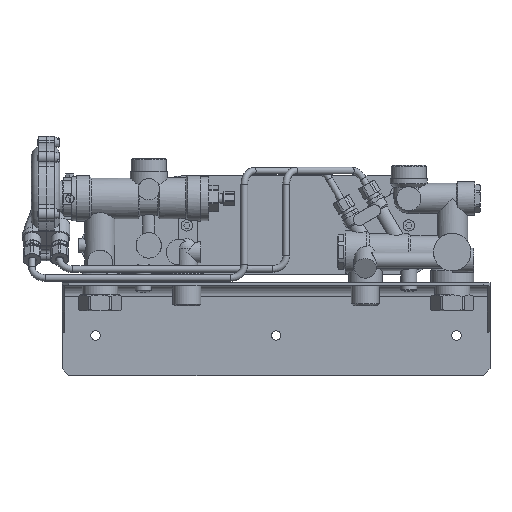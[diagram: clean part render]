
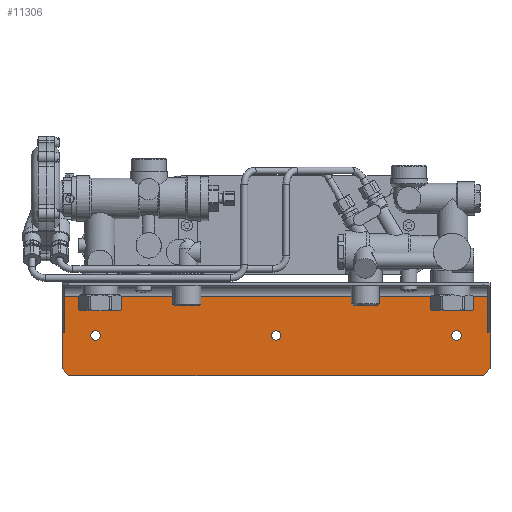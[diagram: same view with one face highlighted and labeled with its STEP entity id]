
A CAD part, front view. The second image highlights one B-rep face of the part: STEP entity #11306.
In plain terms, the highlighted planar face has unit normal (0, -1, 0).
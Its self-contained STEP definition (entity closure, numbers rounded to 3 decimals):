
#809=FACE_BOUND('',#2387,.T.);
#810=FACE_BOUND('',#2388,.T.);
#811=FACE_BOUND('',#2389,.T.);
#1009=CIRCLE('',#11995,3.5);
#1010=CIRCLE('',#11996,3.5);
#1011=CIRCLE('',#11997,3.5);
#1815=FACE_OUTER_BOUND('',#2386,.T.);
#2386=EDGE_LOOP('',(#7679,#7680,#7681,#7682,#7683,#7684,#7685,#7686,#7687,
#7688));
#2387=EDGE_LOOP('',(#7689));
#2388=EDGE_LOOP('',(#7690));
#2389=EDGE_LOOP('',(#7691));
#3155=LINE('',#16790,#3773);
#3159=LINE('',#16799,#3777);
#3160=LINE('',#16802,#3778);
#3161=LINE('',#16804,#3779);
#3162=LINE('',#16806,#3780);
#3163=LINE('',#16808,#3781);
#3164=LINE('',#16810,#3782);
#3165=LINE('',#16812,#3783);
#3166=LINE('',#16814,#3784);
#3167=LINE('',#16815,#3785);
#3773=VECTOR('',#13387,2.);
#3777=VECTOR('',#13395,27.);
#3778=VECTOR('',#13398,316.);
#3779=VECTOR('',#13399,27.);
#3780=VECTOR('',#13400,2.);
#3781=VECTOR('',#13401,27.292);
#3782=VECTOR('',#13402,7.071);
#3783=VECTOR('',#13403,310.);
#3784=VECTOR('',#13404,7.071);
#3785=VECTOR('',#13405,27.292);
#4390=VERTEX_POINT('',#16786);
#4392=VERTEX_POINT('',#16789);
#4395=VERTEX_POINT('',#16797);
#4396=VERTEX_POINT('',#16801);
#4397=VERTEX_POINT('',#16803);
#4398=VERTEX_POINT('',#16805);
#4399=VERTEX_POINT('',#16807);
#4400=VERTEX_POINT('',#16809);
#4401=VERTEX_POINT('',#16811);
#4402=VERTEX_POINT('',#16813);
#4403=VERTEX_POINT('',#16816);
#4404=VERTEX_POINT('',#16818);
#4405=VERTEX_POINT('',#16820);
#5768=EDGE_CURVE('',#4392,#4390,#3155,.T.);
#5773=EDGE_CURVE('',#4390,#4395,#3159,.T.);
#5774=EDGE_CURVE('',#4395,#4396,#3160,.T.);
#5775=EDGE_CURVE('',#4396,#4397,#3161,.T.);
#5776=EDGE_CURVE('',#4397,#4398,#3162,.T.);
#5777=EDGE_CURVE('',#4399,#4398,#3163,.T.);
#5778=EDGE_CURVE('',#4400,#4399,#3164,.T.);
#5779=EDGE_CURVE('',#4401,#4400,#3165,.T.);
#5780=EDGE_CURVE('',#4402,#4401,#3166,.T.);
#5781=EDGE_CURVE('',#4392,#4402,#3167,.T.);
#5782=EDGE_CURVE('',#4403,#4403,#1009,.T.);
#5783=EDGE_CURVE('',#4404,#4404,#1010,.T.);
#5784=EDGE_CURVE('',#4405,#4405,#1011,.T.);
#7679=ORIENTED_EDGE('',*,*,#5768,.T.);
#7680=ORIENTED_EDGE('',*,*,#5773,.T.);
#7681=ORIENTED_EDGE('',*,*,#5774,.T.);
#7682=ORIENTED_EDGE('',*,*,#5775,.T.);
#7683=ORIENTED_EDGE('',*,*,#5776,.T.);
#7684=ORIENTED_EDGE('',*,*,#5777,.F.);
#7685=ORIENTED_EDGE('',*,*,#5778,.F.);
#7686=ORIENTED_EDGE('',*,*,#5779,.F.);
#7687=ORIENTED_EDGE('',*,*,#5780,.F.);
#7688=ORIENTED_EDGE('',*,*,#5781,.F.);
#7689=ORIENTED_EDGE('',*,*,#5782,.T.);
#7690=ORIENTED_EDGE('',*,*,#5783,.T.);
#7691=ORIENTED_EDGE('',*,*,#5784,.T.);
#10539=PLANE('',#11994);
#11306=ADVANCED_FACE('',(#1815,#809,#810,#811),#10539,.F.);
#11994=AXIS2_PLACEMENT_3D('',#16800,#13396,#13397);
#11995=AXIS2_PLACEMENT_3D('',#16817,#13406,#13407);
#11996=AXIS2_PLACEMENT_3D('',#16819,#13408,#13409);
#11997=AXIS2_PLACEMENT_3D('',#16821,#13410,#13411);
#13387=DIRECTION('',(-1.,0.,0.));
#13395=DIRECTION('',(0.,0.,1.));
#13396=DIRECTION('center_axis',(0.,1.,0.));
#13397=DIRECTION('ref_axis',(1.,0.,0.));
#13398=DIRECTION('',(-1.,0.,0.));
#13399=DIRECTION('',(0.,0.,-1.));
#13400=DIRECTION('',(-1.,0.,0.));
#13401=DIRECTION('',(0.,0.,1.));
#13402=DIRECTION('',(-0.707,0.,0.707));
#13403=DIRECTION('',(-1.,0.,0.));
#13404=DIRECTION('',(-0.707,0.,-0.707));
#13405=DIRECTION('',(0.,0.,-1.));
#13406=DIRECTION('center_axis',(0.,1.,0.));
#13407=DIRECTION('ref_axis',(-1.,0.,0.));
#13408=DIRECTION('center_axis',(0.,1.,0.));
#13409=DIRECTION('ref_axis',(-1.,0.,0.));
#13410=DIRECTION('center_axis',(0.,1.,0.));
#13411=DIRECTION('ref_axis',(-1.,0.,0.));
#16786=CARTESIAN_POINT('',(158.,98.,-35.));
#16789=CARTESIAN_POINT('',(160.,98.,-35.));
#16790=CARTESIAN_POINT('',(80.,98.,-35.));
#16797=CARTESIAN_POINT('',(158.,98.,-8.));
#16799=CARTESIAN_POINT('',(158.,98.,8.171));
#16800=CARTESIAN_POINT('Origin',(0.,98.,27.708));
#16801=CARTESIAN_POINT('',(-158.,98.,-8.));
#16802=CARTESIAN_POINT('',(0.,98.,-8.));
#16803=CARTESIAN_POINT('',(-158.,98.,-35.));
#16804=CARTESIAN_POINT('',(-158.,98.,8.171));
#16805=CARTESIAN_POINT('',(-160.,98.,-35.));
#16806=CARTESIAN_POINT('',(-80.,98.,-35.));
#16807=CARTESIAN_POINT('',(-160.,98.,-62.292));
#16808=CARTESIAN_POINT('',(-160.,98.,72.708));
#16809=CARTESIAN_POINT('',(-155.,98.,-67.292));
#16810=CARTESIAN_POINT('',(-141.25,98.,-81.042));
#16811=CARTESIAN_POINT('',(155.,98.,-67.292));
#16812=CARTESIAN_POINT('',(160.,98.,-67.292));
#16813=CARTESIAN_POINT('',(160.,98.,-62.292));
#16814=CARTESIAN_POINT('',(141.25,98.,-81.042));
#16815=CARTESIAN_POINT('',(160.,98.,122.708));
#16816=CARTESIAN_POINT('',(3.5,98.,-37.292));
#16817=CARTESIAN_POINT('Origin',(0.,98.,-37.292));
#16818=CARTESIAN_POINT('',(138.5,98.,-37.292));
#16819=CARTESIAN_POINT('Origin',(135.,98.,-37.292));
#16820=CARTESIAN_POINT('',(-131.5,98.,-37.292));
#16821=CARTESIAN_POINT('Origin',(-135.,98.,-37.292));
